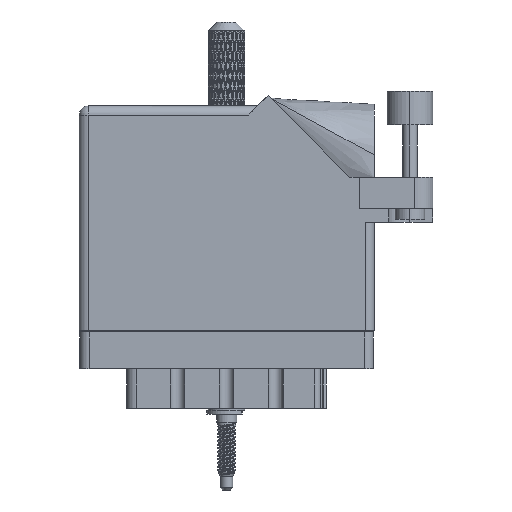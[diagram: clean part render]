
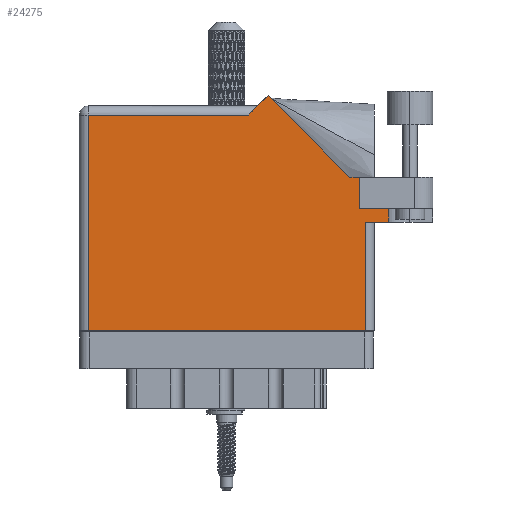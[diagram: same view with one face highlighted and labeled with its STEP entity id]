
A CAD part, front view. The second image highlights one B-rep face of the part: STEP entity #24275.
In plain terms, the highlighted face is planar.
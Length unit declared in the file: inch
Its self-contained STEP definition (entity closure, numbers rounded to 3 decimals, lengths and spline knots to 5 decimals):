
#776 = CARTESIAN_POINT ( 'NONE',  ( 2.01, 0.737, 0. ) ) ;
#3225 = CARTESIAN_POINT ( 'NONE',  ( 1.91, 0.831, 0. ) ) ;
#3975 = ORIENTED_EDGE ( 'NONE', *, *, #41498, .F. ) ;
#5838 = DIRECTION ( 'NONE',  ( -1., 0., 0. ) ) ;
#6518 = DIRECTION ( 'NONE',  ( -1., 0., 0. ) ) ;
#7052 = CARTESIAN_POINT ( 'NONE',  ( 2.1115, 0.831, 0. ) ) ;
#9968 = CARTESIAN_POINT ( 'NONE',  ( 1.84442, 1.044, 0. ) ) ;
#10045 = ORIENTED_EDGE ( 'NONE', *, *, #104266, .T. ) ;
#10718 = CARTESIAN_POINT ( 'NONE',  ( 1.91, 1.044, 0. ) ) ;
#11550 = VERTEX_POINT ( 'NONE', #10718 ) ;
#15223 = LINE ( 'NONE', #88363, #90332 ) ;
#15898 = VERTEX_POINT ( 'NONE', #89211 ) ;
#17270 = CARTESIAN_POINT ( 'NONE',  ( 2.1115, 0.737, 0. ) ) ;
#20861 = ORIENTED_EDGE ( 'NONE', *, *, #54092, .T. ) ;
#21544 = VECTOR ( 'NONE', #23132, 39.37008 ) ;
#23132 = DIRECTION ( 'NONE',  ( 1., 0., 0. ) ) ;
#23779 = LINE ( 'NONE', #35004, #101434 ) ;
#24275 = ADVANCED_FACE ( 'NONE', ( #68327 ), #96607, .F. ) ;
#24518 = DIRECTION ( 'NONE',  ( 0., -1., 0. ) ) ;
#30181 = VERTEX_POINT ( 'NONE', #67506 ) ;
#30340 = CARTESIAN_POINT ( 'NONE',  ( 0., 1.53, 0. ) ) ;
#33358 = VERTEX_POINT ( 'NONE', #7052 ) ;
#34210 = LINE ( 'NONE', #101236, #64086 ) ;
#35004 = CARTESIAN_POINT ( 'NONE',  ( 1.91, 0.831, 0. ) ) ;
#35478 = VECTOR ( 'NONE', #51025, 39.37008 ) ;
#36093 = VECTOR ( 'NONE', #88843, 39.37008 ) ;
#37239 = CARTESIAN_POINT ( 'NONE',  ( 1.948, 0.737, 0. ) ) ;
#37342 = VERTEX_POINT ( 'NONE', #93626 ) ;
#37394 = VERTEX_POINT ( 'NONE', #62455 ) ;
#38448 = VECTOR ( 'NONE', #41862, 39.37008 ) ;
#40056 = LINE ( 'NONE', #73620, #36093 ) ;
#41498 = EDGE_CURVE ( 'NONE', #33358, #89016, #88023, .T. ) ;
#41862 = DIRECTION ( 'NONE',  ( 0., -1., 0. ) ) ;
#41942 = CARTESIAN_POINT ( 'NONE',  ( 1.948, 0.737, 0. ) ) ;
#42172 = LINE ( 'NONE', #776, #55147 ) ;
#45570 = EDGE_LOOP ( 'NONE', ( #63477, #52711, #103209, #3975, #62084, #88162, #64966, #10045, #54181, #20861, #99970 ) ) ;
#47368 = CARTESIAN_POINT ( 'NONE',  ( 1.948, 0., 0. ) ) ;
#48794 = CARTESIAN_POINT ( 'NONE',  ( 0.062, 0., 0. ) ) ;
#51025 = DIRECTION ( 'NONE',  ( 0., 1., 0. ) ) ;
#51696 = DIRECTION ( 'NONE',  ( -1., 0., 0. ) ) ;
#52391 = LINE ( 'NONE', #68963, #95152 ) ;
#52647 = DIRECTION ( 'NONE',  ( -0.707, -0.707, 0. ) ) ;
#52711 = ORIENTED_EDGE ( 'NONE', *, *, #107431, .T. ) ;
#54092 = EDGE_CURVE ( 'NONE', #89695, #30181, #15223, .T. ) ;
#54114 = EDGE_CURVE ( 'NONE', #37394, #93118, #76115, .T. ) ;
#54181 = ORIENTED_EDGE ( 'NONE', *, *, #98716, .T. ) ;
#55147 = VECTOR ( 'NONE', #62062, 39.37008 ) ;
#61137 = DIRECTION ( 'NONE',  ( 1., 0., 0. ) ) ;
#62062 = DIRECTION ( 'NONE',  ( 1., 0., 0. ) ) ;
#62084 = ORIENTED_EDGE ( 'NONE', *, *, #75775, .F. ) ;
#62173 = VERTEX_POINT ( 'NONE', #37239 ) ;
#62455 = CARTESIAN_POINT ( 'NONE',  ( 0.062, 0., 0. ) ) ;
#63477 = ORIENTED_EDGE ( 'NONE', *, *, #54114, .T. ) ;
#64086 = VECTOR ( 'NONE', #51696, 39.37008 ) ;
#64966 = ORIENTED_EDGE ( 'NONE', *, *, #98253, .T. ) ;
#65662 = LINE ( 'NONE', #3225, #78678 ) ;
#67506 = CARTESIAN_POINT ( 'NONE',  ( 0.062, 1.468, 0. ) ) ;
#67976 = LINE ( 'NONE', #41942, #35478 ) ;
#68327 = FACE_OUTER_BOUND ( 'NONE', #45570, .T. ) ;
#68963 = CARTESIAN_POINT ( 'NONE',  ( 1.217, 1.53, 0. ) ) ;
#71709 = EDGE_CURVE ( 'NONE', #30181, #37394, #78754, .T. ) ;
#73620 = CARTESIAN_POINT ( 'NONE',  ( 1.84442, 1.044, 0. ) ) ;
#74509 = CARTESIAN_POINT ( 'NONE',  ( 2.1115, 1.16177, 0. ) ) ;
#75296 = DIRECTION ( 'NONE',  ( 0., 1., 0. ) ) ;
#75775 = EDGE_CURVE ( 'NONE', #15898, #33358, #65662, .T. ) ;
#76115 = LINE ( 'NONE', #105284, #21544 ) ;
#77950 = CARTESIAN_POINT ( 'NONE',  ( 1.155, 1.468, 0. ) ) ;
#78678 = VECTOR ( 'NONE', #61137, 39.37008 ) ;
#78754 = LINE ( 'NONE', #48794, #38448 ) ;
#79314 = AXIS2_PLACEMENT_3D ( 'NONE', #30340, #89395, #6518 ) ;
#86264 = EDGE_CURVE ( 'NONE', #62173, #89016, #42172, .T. ) ;
#88023 = LINE ( 'NONE', #74509, #93208 ) ;
#88162 = ORIENTED_EDGE ( 'NONE', *, *, #99398, .T. ) ;
#88363 = CARTESIAN_POINT ( 'NONE',  ( 0., 1.468, 0. ) ) ;
#88843 = DIRECTION ( 'NONE',  ( -0.707, 0.707, 0. ) ) ;
#89016 = VERTEX_POINT ( 'NONE', #17270 ) ;
#89211 = CARTESIAN_POINT ( 'NONE',  ( 1.91, 0.831, 0. ) ) ;
#89395 = DIRECTION ( 'NONE',  ( 0., 0., -1. ) ) ;
#89695 = VERTEX_POINT ( 'NONE', #77950 ) ;
#90332 = VECTOR ( 'NONE', #5838, 39.37008 ) ;
#93118 = VERTEX_POINT ( 'NONE', #47368 ) ;
#93208 = VECTOR ( 'NONE', #24518, 39.37008 ) ;
#93626 = CARTESIAN_POINT ( 'NONE',  ( 1.28771, 1.60071, 0. ) ) ;
#95152 = VECTOR ( 'NONE', #52647, 39.37008 ) ;
#95442 = VERTEX_POINT ( 'NONE', #9968 ) ;
#96607 = PLANE ( 'NONE',  #79314 ) ;
#98253 = EDGE_CURVE ( 'NONE', #11550, #95442, #34210, .T. ) ;
#98716 = EDGE_CURVE ( 'NONE', #37342, #89695, #52391, .T. ) ;
#99398 = EDGE_CURVE ( 'NONE', #15898, #11550, #23779, .T. ) ;
#99970 = ORIENTED_EDGE ( 'NONE', *, *, #71709, .T. ) ;
#101236 = CARTESIAN_POINT ( 'NONE',  ( 2.41, 1.044, 0. ) ) ;
#101434 = VECTOR ( 'NONE', #75296, 39.37008 ) ;
#103209 = ORIENTED_EDGE ( 'NONE', *, *, #86264, .T. ) ;
#104266 = EDGE_CURVE ( 'NONE', #95442, #37342, #40056, .T. ) ;
#105284 = CARTESIAN_POINT ( 'NONE',  ( 0., 0., 0. ) ) ;
#107431 = EDGE_CURVE ( 'NONE', #93118, #62173, #67976, .T. ) ;
